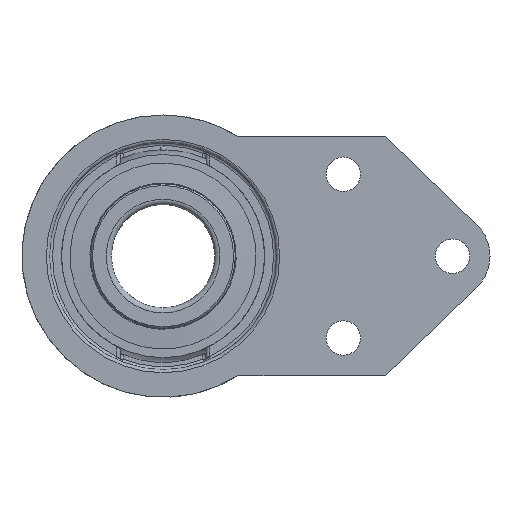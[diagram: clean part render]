
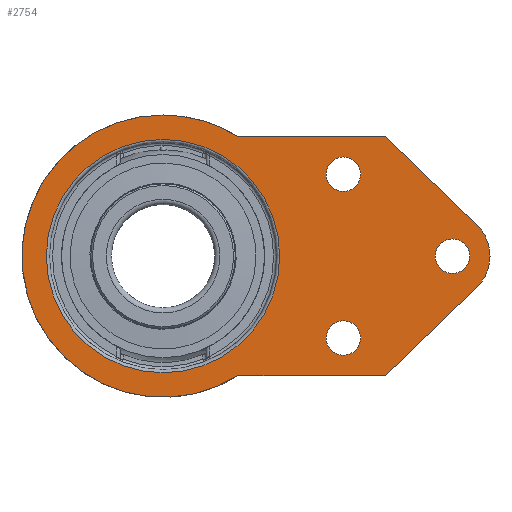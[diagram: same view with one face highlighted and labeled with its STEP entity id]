
A CAD part, left-side view. The second image highlights one B-rep face of the part: STEP entity #2754.
In plain terms, the highlighted face is planar.
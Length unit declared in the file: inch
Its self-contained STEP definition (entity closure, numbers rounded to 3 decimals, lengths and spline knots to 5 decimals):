
#1600=CARTESIAN_POINT('',(-1.61417,0.,0.));
#1601=VERTEX_POINT('',#1600);
#1608=CARTESIAN_POINT('',(-1.36811,-0.85664,-0.));
#1609=VERTEX_POINT('',#1608);
#1610=CARTESIAN_POINT('',(-0.,0.,-0.));
#1611=DIRECTION('',(0.,-0.,1.));
#1612=DIRECTION('',(1.,0.,0.));
#1613=AXIS2_PLACEMENT_3D('',#1610,#1611,#1612);
#1614=CIRCLE('',#1613,1.61417);
#1615=EDGE_CURVE('',#1601,#1609,#1614,.T.);
#2430=CARTESIAN_POINT('',(1.36811,-2.54322,-0.));
#2431=VERTEX_POINT('',#2430);
#2438=CARTESIAN_POINT('',(1.36811,-0.85664,-0.));
#2439=VERTEX_POINT('',#2438);
#2440=CARTESIAN_POINT('',(1.36811,-2.54322,-0.));
#2441=DIRECTION('',(0.,1.,0.));
#2442=VECTOR('',#2441,0.66401);
#2443=LINE('',#2440,#2442);
#2444=EDGE_CURVE('',#2431,#2439,#2443,.T.);
#2542=CARTESIAN_POINT('',(0.35967,-3.58749,-0.));
#2543=VERTEX_POINT('',#2542);
#2550=CARTESIAN_POINT('',(0.35967,-3.58749,-0.));
#2551=DIRECTION('',(0.695,0.719,0.));
#2552=VECTOR('',#2551,0.57154);
#2553=LINE('',#2550,#2552);
#2554=EDGE_CURVE('',#2543,#2431,#2553,.T.);
#2566=CARTESIAN_POINT('',(-0.35967,-3.58749,-0.));
#2567=VERTEX_POINT('',#2566);
#2574=CARTESIAN_POINT('',(0.,-3.24016,-0.));
#2575=DIRECTION('',(0.,-0.,1.));
#2576=DIRECTION('',(1.,0.,0.));
#2577=AXIS2_PLACEMENT_3D('',#2574,#2575,#2576);
#2578=CIRCLE('',#2577,0.5);
#2579=EDGE_CURVE('',#2567,#2543,#2578,.T.);
#2591=CARTESIAN_POINT('',(-1.36811,-2.54322,-0.));
#2592=VERTEX_POINT('',#2591);
#2599=CARTESIAN_POINT('',(-1.36811,-2.54322,-0.));
#2600=DIRECTION('',(0.695,-0.719,-0.));
#2601=VECTOR('',#2600,0.57154);
#2602=LINE('',#2599,#2601);
#2603=EDGE_CURVE('',#2592,#2567,#2602,.T.);
#2617=CARTESIAN_POINT('',(-1.36811,-0.85664,-0.));
#2618=DIRECTION('',(0.,-1.,-0.));
#2619=VECTOR('',#2618,0.66401);
#2620=LINE('',#2617,#2619);
#2621=EDGE_CURVE('',#1609,#2592,#2620,.T.);
#2644=CARTESIAN_POINT('',(0.74016,-2.06299,-0.));
#2645=VERTEX_POINT('',#2644);
#2654=CARTESIAN_POINT('',(0.93701,-2.06299,-0.));
#2655=DIRECTION('',(0.,-0.,1.));
#2656=DIRECTION('',(1.,0.,0.));
#2657=AXIS2_PLACEMENT_3D('',#2654,#2655,#2656);
#2658=CIRCLE('',#2657,0.19685);
#2659=EDGE_CURVE('',#2645,#2645,#2658,.T.);
#2669=CARTESIAN_POINT('',(-0.19685,-3.31102,-0.));
#2670=VERTEX_POINT('',#2669);
#2679=CARTESIAN_POINT('',(0.,-3.31102,-0.));
#2680=DIRECTION('',(0.,-0.,1.));
#2681=DIRECTION('',(1.,0.,0.));
#2682=AXIS2_PLACEMENT_3D('',#2679,#2680,#2681);
#2683=CIRCLE('',#2682,0.19685);
#2684=EDGE_CURVE('',#2670,#2670,#2683,.T.);
#2694=CARTESIAN_POINT('',(-1.13386,-2.06299,-0.));
#2695=VERTEX_POINT('',#2694);
#2704=CARTESIAN_POINT('',(-0.93701,-2.06299,-0.));
#2705=DIRECTION('',(0.,-0.,1.));
#2706=DIRECTION('',(1.,0.,0.));
#2707=AXIS2_PLACEMENT_3D('',#2704,#2705,#2706);
#2708=CIRCLE('',#2707,0.19685);
#2709=EDGE_CURVE('',#2695,#2695,#2708,.T.);
#2714=CARTESIAN_POINT('',(-0.,-1.01518,-0.));
#2715=DIRECTION('',(0.,-0.,1.));
#2716=DIRECTION('',(1.,0.,0.));
#2717=AXIS2_PLACEMENT_3D('',#2714,#2715,#2716);
#2718=PLANE('',#2717);
#2719=ORIENTED_EDGE('',*,*,#2659,.T.);
#2720=EDGE_LOOP('',(#2719));
#2721=FACE_BOUND('',#2720,.T.);
#2722=ORIENTED_EDGE('',*,*,#2684,.T.);
#2723=EDGE_LOOP('',(#2722));
#2724=FACE_BOUND('',#2723,.T.);
#2725=ORIENTED_EDGE('',*,*,#2709,.T.);
#2726=EDGE_LOOP('',(#2725));
#2727=FACE_BOUND('',#2726,.T.);
#2728=ORIENTED_EDGE('',*,*,#2621,.F.);
#2729=ORIENTED_EDGE('',*,*,#1615,.F.);
#2730=CARTESIAN_POINT('',(-0.,0.,-0.));
#2731=DIRECTION('',(0.,-0.,1.));
#2732=DIRECTION('',(1.,0.,0.));
#2733=AXIS2_PLACEMENT_3D('',#2730,#2731,#2732);
#2734=CIRCLE('',#2733,1.61417);
#2735=EDGE_CURVE('',#2439,#1601,#2734,.T.);
#2736=ORIENTED_EDGE('',*,*,#2735,.F.);
#2737=ORIENTED_EDGE('',*,*,#2444,.F.);
#2738=ORIENTED_EDGE('',*,*,#2554,.F.);
#2739=ORIENTED_EDGE('',*,*,#2579,.F.);
#2740=ORIENTED_EDGE('',*,*,#2603,.F.);
#2741=EDGE_LOOP('',(#2728,#2729,#2736,#2737,#2738,#2739,#2740));
#2742=FACE_BOUND('',#2741,.T.);
#2743=CARTESIAN_POINT('',(0.,1.33455,0.));
#2744=VERTEX_POINT('',#2743);
#2745=CARTESIAN_POINT('',(0.,0.,0.));
#2746=DIRECTION('',(0.,0.,-1.));
#2747=DIRECTION('',(-0.,-1.,-0.));
#2748=AXIS2_PLACEMENT_3D('',#2745,#2746,#2747);
#2749=CIRCLE('',#2748,1.33455);
#2750=EDGE_CURVE('',#2744,#2744,#2749,.T.);
#2751=ORIENTED_EDGE('',*,*,#2750,.F.);
#2752=EDGE_LOOP('',(#2751));
#2753=FACE_BOUND('',#2752,.T.);
#2754=ADVANCED_FACE('',(#2721,#2724,#2727,#2742,#2753),#2718,.F.);
